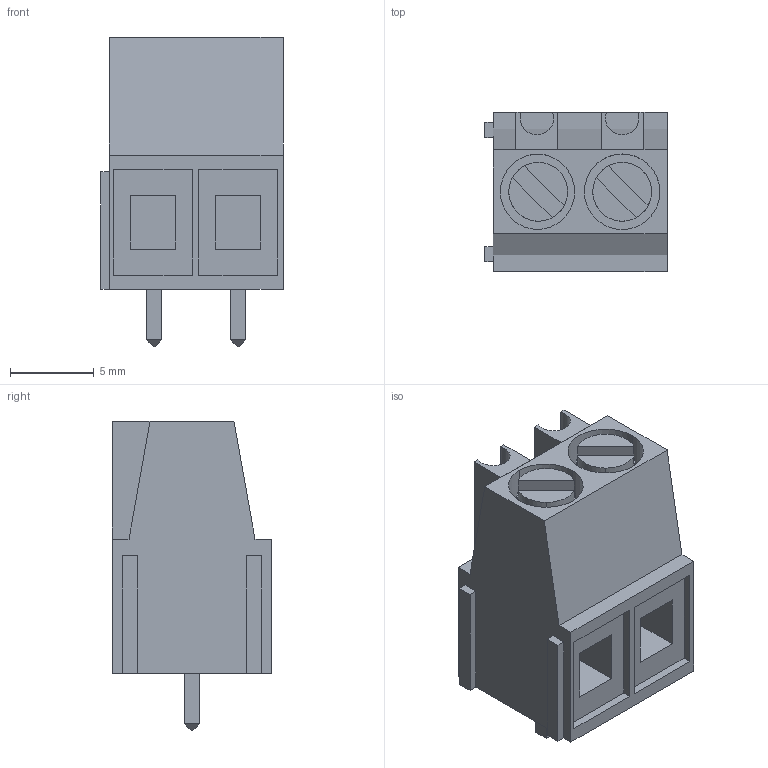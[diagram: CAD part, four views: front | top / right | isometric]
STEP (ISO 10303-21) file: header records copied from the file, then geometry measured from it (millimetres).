
FILE_DESCRIPTION((''),'2;1');
FILE_NAME('WIELAND_25.161.0253.0.stp','2009-06-03T12:17:58',(''),(''),'Mechanical Desktop 2006','Mechanical Desktop 2006',', , ');
FILE_SCHEMA(('AUTOMOTIVE_DESIGN { 1 2 10303 214 0 1 1 1 }'));
Length unit declared in the file: millimetre
Products named in the file (1): Product
Bounding box: 10.85 x 9.5 x 18.4 mm (x, y, z)
Volume: 1022.1 mm3; surface area: 1403.1 mm2
Topology: 9 solids, 9 shells, 112 faces, 256 edges, 168 vertices
Faces by surface type: plane 98, cylinder 14
Entity records: 3163 total; most frequent: CARTESIAN_POINT 537, DIRECTION 518, ORIENTED_EDGE 512, EDGE_CURVE 256, VECTOR 220, LINE 220, VERTEX_POINT 168, AXIS2_PLACEMENT_3D 149
